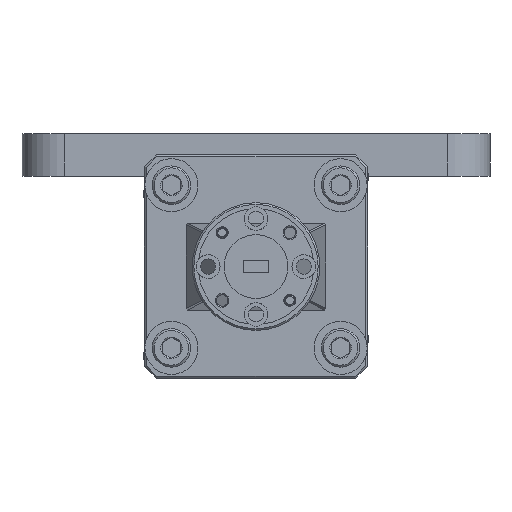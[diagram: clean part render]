
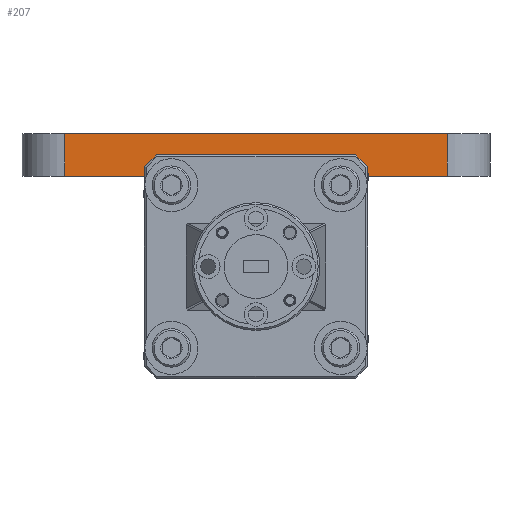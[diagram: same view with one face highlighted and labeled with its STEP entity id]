
A CAD part, front view. The second image highlights one B-rep face of the part: STEP entity #207.
In plain terms, the highlighted planar face has unit normal (0, -1, 0).
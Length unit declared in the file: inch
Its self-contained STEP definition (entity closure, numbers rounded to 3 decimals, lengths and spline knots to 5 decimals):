
#207 = ADVANCED_FACE ( 'NONE', ( #35609 ), #35372, .F. ) ;
#991 = VERTEX_POINT ( 'NONE', #4941 ) ;
#1263 = DIRECTION ( 'NONE',  ( 1., 0., 0. ) ) ;
#1907 = DIRECTION ( 'NONE',  ( 1., 0., 0. ) ) ;
#1997 = VERTEX_POINT ( 'NONE', #38716 ) ;
#3544 = VECTOR ( 'NONE', #23871, 39.37008 ) ;
#3761 = LINE ( 'NONE', #25582, #32592 ) ;
#4568 = VERTEX_POINT ( 'NONE', #30203 ) ;
#4941 = CARTESIAN_POINT ( 'NONE',  ( 1.125, 1., 0.781 ) ) ;
#5265 = LINE ( 'NONE', #34000, #41443 ) ;
#6879 = ORIENTED_EDGE ( 'NONE', *, *, #26826, .F. ) ;
#7738 = VECTOR ( 'NONE', #45353, 39.37008 ) ;
#8922 = CARTESIAN_POINT ( 'NONE',  ( -0.656, 1., -1.53667 ) ) ;
#9009 = CARTESIAN_POINT ( 'NONE',  ( 0.656, 1., -1.53667 ) ) ;
#9220 = LINE ( 'NONE', #26603, #12797 ) ;
#9713 = VERTEX_POINT ( 'NONE', #11419 ) ;
#9924 = EDGE_CURVE ( 'NONE', #9713, #34773, #16805, .T. ) ;
#10590 = ORIENTED_EDGE ( 'NONE', *, *, #9924, .T. ) ;
#11419 = CARTESIAN_POINT ( 'NONE',  ( 0.656, 1., 0.25 ) ) ;
#12415 = ORIENTED_EDGE ( 'NONE', *, *, #27074, .T. ) ;
#12797 = VECTOR ( 'NONE', #1907, 39.37008 ) ;
#12842 = VECTOR ( 'NONE', #28154, 39.37008 ) ;
#13033 = VERTEX_POINT ( 'NONE', #42436 ) ;
#13213 = EDGE_LOOP ( 'NONE', ( #16888, #25747, #15203, #26915, #12415, #6879, #36682, #10590 ) ) ;
#13270 = DIRECTION ( 'NONE',  ( 0., 1., 0. ) ) ;
#13415 = EDGE_CURVE ( 'NONE', #1997, #9713, #27651, .T. ) ;
#14057 = CARTESIAN_POINT ( 'NONE',  ( 0.656, 1., 0.531 ) ) ;
#15203 = ORIENTED_EDGE ( 'NONE', *, *, #44249, .F. ) ;
#16805 = LINE ( 'NONE', #9009, #7738 ) ;
#16812 = CARTESIAN_POINT ( 'NONE',  ( -0.656, 1., -1.53667 ) ) ;
#16888 = ORIENTED_EDGE ( 'NONE', *, *, #28553, .T. ) ;
#16937 = DIRECTION ( 'NONE',  ( 1., 0., 0. ) ) ;
#16954 = LINE ( 'NONE', #8922, #3544 ) ;
#19454 = CARTESIAN_POINT ( 'NONE',  ( 0.656, 1., 0.531 ) ) ;
#20550 = CARTESIAN_POINT ( 'NONE',  ( 1.125, 1., 0.781 ) ) ;
#23871 = DIRECTION ( 'NONE',  ( 0., 0., 1. ) ) ;
#25582 = CARTESIAN_POINT ( 'NONE',  ( -1.125, 1., 0.531 ) ) ;
#25597 = CARTESIAN_POINT ( 'NONE',  ( 1.125, 1., 0.531 ) ) ;
#25747 = ORIENTED_EDGE ( 'NONE', *, *, #35341, .T. ) ;
#26603 = CARTESIAN_POINT ( 'NONE',  ( -1.375, 1., 0.781 ) ) ;
#26826 = EDGE_CURVE ( 'NONE', #1997, #42240, #16954, .T. ) ;
#26915 = ORIENTED_EDGE ( 'NONE', *, *, #36101, .T. ) ;
#27074 = EDGE_CURVE ( 'NONE', #13033, #42240, #5265, .T. ) ;
#27651 = LINE ( 'NONE', #38332, #46534 ) ;
#28154 = DIRECTION ( 'NONE',  ( 0., 0., 1. ) ) ;
#28553 = EDGE_CURVE ( 'NONE', #34773, #32713, #46624, .T. ) ;
#29413 = VECTOR ( 'NONE', #40652, 39.37008 ) ;
#30203 = CARTESIAN_POINT ( 'NONE',  ( -1.125, 1., 0.781 ) ) ;
#32048 = AXIS2_PLACEMENT_3D ( 'NONE', #16812, #13270, #42497 ) ;
#32592 = VECTOR ( 'NONE', #32944, 39.37008 ) ;
#32713 = VERTEX_POINT ( 'NONE', #25597 ) ;
#32944 = DIRECTION ( 'NONE',  ( 0., 0., -1. ) ) ;
#34000 = CARTESIAN_POINT ( 'NONE',  ( -0.656, 1., 0.531 ) ) ;
#34773 = VERTEX_POINT ( 'NONE', #19454 ) ;
#35341 = EDGE_CURVE ( 'NONE', #32713, #991, #45983, .T. ) ;
#35372 = PLANE ( 'NONE',  #32048 ) ;
#35609 = FACE_OUTER_BOUND ( 'NONE', #13213, .T. ) ;
#36101 = EDGE_CURVE ( 'NONE', #4568, #13033, #3761, .T. ) ;
#36682 = ORIENTED_EDGE ( 'NONE', *, *, #13415, .T. ) ;
#38332 = CARTESIAN_POINT ( 'NONE',  ( -0.656, 1., 0.25 ) ) ;
#38716 = CARTESIAN_POINT ( 'NONE',  ( -0.656, 1., 0.25 ) ) ;
#38736 = CARTESIAN_POINT ( 'NONE',  ( -0.656, 1., 0.531 ) ) ;
#40652 = DIRECTION ( 'NONE',  ( 1., 0., 0. ) ) ;
#41443 = VECTOR ( 'NONE', #1263, 39.37008 ) ;
#42240 = VERTEX_POINT ( 'NONE', #38736 ) ;
#42436 = CARTESIAN_POINT ( 'NONE',  ( -1.125, 1., 0.531 ) ) ;
#42497 = DIRECTION ( 'NONE',  ( 0., 0., 1. ) ) ;
#44249 = EDGE_CURVE ( 'NONE', #4568, #991, #9220, .T. ) ;
#45353 = DIRECTION ( 'NONE',  ( 0., 0., 1. ) ) ;
#45983 = LINE ( 'NONE', #20550, #12842 ) ;
#46534 = VECTOR ( 'NONE', #16937, 39.37008 ) ;
#46624 = LINE ( 'NONE', #14057, #29413 ) ;
